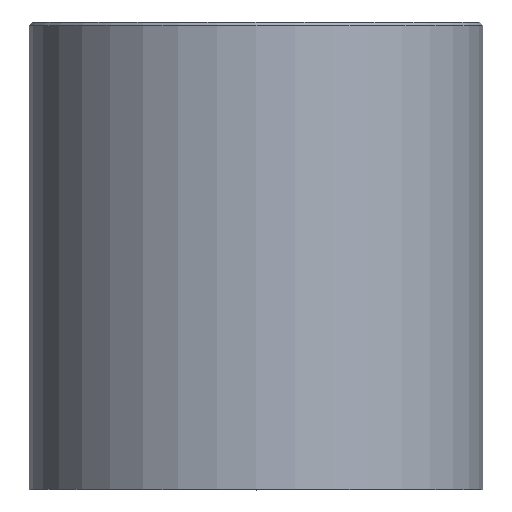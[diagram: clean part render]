
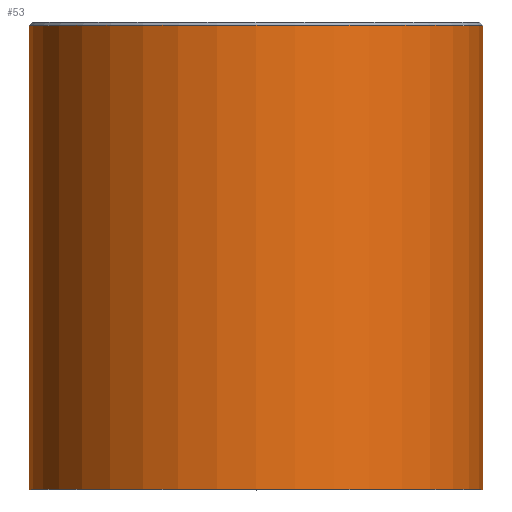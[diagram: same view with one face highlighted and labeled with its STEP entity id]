
A CAD part, top view. The second image highlights one B-rep face of the part: STEP entity #53.
In plain terms, the highlighted cylindrical face has radius 34 mm (diameter 68 mm), a full revolution.
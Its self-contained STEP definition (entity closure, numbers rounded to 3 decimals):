
#53=ADVANCED_FACE('',(#242,#244),#246,.T.);
#242=FACE_OUTER_BOUND('',#243,.T.);
#243=EDGE_LOOP('',(#455));
#244=FACE_OUTER_BOUND('',#245,.T.);
#245=EDGE_LOOP('',(#456));
#246=CYLINDRICAL_SURFACE('',#247,34.);
#247=AXIS2_PLACEMENT_3D('',#248,#249,#250);
#248=CARTESIAN_POINT('',(0.,0.,0.));
#249=DIRECTION('',(0.,1.,0.));
#250=DIRECTION('',(-1.,0.,0.));
#455=ORIENTED_EDGE('',*,*,#511,.F.);
#456=ORIENTED_EDGE('',*,*,#512,.T.);
#511=EDGE_CURVE('',#539,#539,#540,.T.);
#512=EDGE_CURVE('',#541,#541,#542,.T.);
#539=VERTEX_POINT('',#595);
#540=CIRCLE('',#596,34.);
#541=VERTEX_POINT('',#600);
#542=CIRCLE('',#601,34.);
#595=CARTESIAN_POINT('',(-34.,69.5,0.));
#596=AXIS2_PLACEMENT_3D('',#597,#598,#599);
#597=CARTESIAN_POINT('',(0.,69.5,0.));
#598=DIRECTION('',(0.,1.,0.));
#599=DIRECTION('',(-1.,0.,0.));
#600=CARTESIAN_POINT('',(-34.,0.,0.));
#601=AXIS2_PLACEMENT_3D('',#602,#603,#604);
#602=CARTESIAN_POINT('',(0.,0.,0.));
#603=DIRECTION('',(0.,1.,0.));
#604=DIRECTION('',(-1.,0.,0.));
